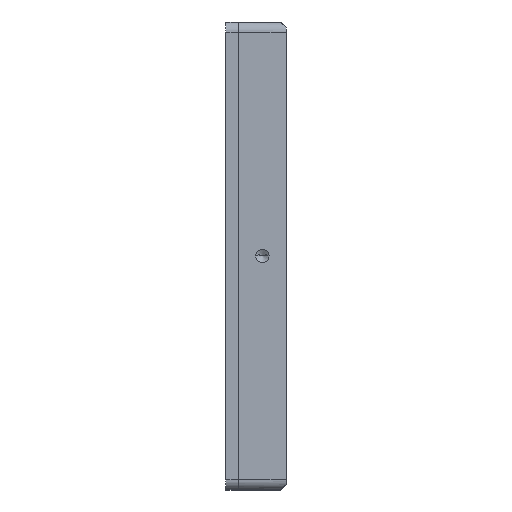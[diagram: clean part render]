
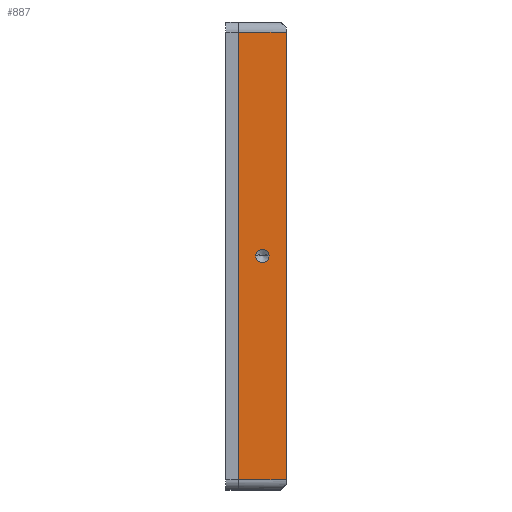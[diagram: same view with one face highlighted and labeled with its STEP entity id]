
A CAD part, left-side view. The second image highlights one B-rep face of the part: STEP entity #887.
In plain terms, the highlighted planar face has unit normal (-1, 0, 0).
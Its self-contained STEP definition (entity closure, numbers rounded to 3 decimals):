
#35 = EDGE_CURVE ( 'NONE', #2631, #3044, #145, .T. ) ;
#76 = DIRECTION ( 'NONE',  ( -1., 0., 0. ) ) ;
#90 = CARTESIAN_POINT ( 'NONE',  ( -148.45, 70.275, 15. ) ) ;
#145 = LINE ( 'NONE', #1627, #1884 ) ;
#186 = CARTESIAN_POINT ( 'NONE',  ( -148.45, -70.275, 15. ) ) ;
#195 = EDGE_CURVE ( 'NONE', #3087, #723, #1303, .T. ) ;
#249 = ORIENTED_EDGE ( 'NONE', *, *, #35, .T. ) ;
#319 = CARTESIAN_POINT ( 'NONE',  ( -148.45, 0., 7.5 ) ) ;
#324 = DIRECTION ( 'NONE',  ( 1., 0., 0. ) ) ;
#538 = ORIENTED_EDGE ( 'NONE', *, *, #1264, .T. ) ;
#540 = LINE ( 'NONE', #90, #908 ) ;
#674 = ORIENTED_EDGE ( 'NONE', *, *, #195, .F. ) ;
#723 = VERTEX_POINT ( 'NONE', #820 ) ;
#820 = CARTESIAN_POINT ( 'NONE',  ( -148.45, 0., 5.4 ) ) ;
#825 = DIRECTION ( 'NONE',  ( 0., 0., -1. ) ) ;
#887 = ADVANCED_FACE ( 'NONE', ( #2736, #1036 ), #1241, .F. ) ;
#896 = ORIENTED_EDGE ( 'NONE', *, *, #1512, .F. ) ;
#908 = VECTOR ( 'NONE', #825, 1000. ) ;
#1036 = FACE_OUTER_BOUND ( 'NONE', #2884, .T. ) ;
#1047 = DIRECTION ( 'NONE',  ( 0., 0., 1. ) ) ;
#1101 = DIRECTION ( 'NONE',  ( 0., 0., 1. ) ) ;
#1114 = CARTESIAN_POINT ( 'NONE',  ( -148.45, 0., 7.5 ) ) ;
#1162 = CIRCLE ( 'NONE', #2412, 2.1 ) ;
#1241 = PLANE ( 'NONE',  #1840 ) ;
#1264 = EDGE_CURVE ( 'NONE', #2571, #2631, #540, .T. ) ;
#1303 = CIRCLE ( 'NONE', #1733, 2.1 ) ;
#1420 = VERTEX_POINT ( 'NONE', #186 ) ;
#1433 = VECTOR ( 'NONE', #3217, 1000. ) ;
#1512 = EDGE_CURVE ( 'NONE', #2571, #1420, #2989, .T. ) ;
#1555 = CARTESIAN_POINT ( 'NONE',  ( -148.45, 70.275, 15. ) ) ;
#1627 = CARTESIAN_POINT ( 'NONE',  ( -148.45, -73.45, 0. ) ) ;
#1663 = ORIENTED_EDGE ( 'NONE', *, *, #2869, .F. ) ;
#1674 = DIRECTION ( 'NONE',  ( -1., 0., 0. ) ) ;
#1733 = AXIS2_PLACEMENT_3D ( 'NONE', #319, #76, #2793 ) ;
#1766 = CARTESIAN_POINT ( 'NONE',  ( -148.45, -73.45, 15. ) ) ;
#1837 = ORIENTED_EDGE ( 'NONE', *, *, #3162, .T. ) ;
#1840 = AXIS2_PLACEMENT_3D ( 'NONE', #1766, #324, #2752 ) ;
#1854 = CARTESIAN_POINT ( 'NONE',  ( -148.45, 70.275, 0. ) ) ;
#1884 = VECTOR ( 'NONE', #2616, 1000. ) ;
#1926 = CARTESIAN_POINT ( 'NONE',  ( -148.45, -73.45, 15. ) ) ;
#1980 = LINE ( 'NONE', #2253, #2110 ) ;
#2110 = VECTOR ( 'NONE', #1047, 1000. ) ;
#2237 = CARTESIAN_POINT ( 'NONE',  ( -148.45, -70.275, 0. ) ) ;
#2253 = CARTESIAN_POINT ( 'NONE',  ( -148.45, -70.275, 15. ) ) ;
#2412 = AXIS2_PLACEMENT_3D ( 'NONE', #1114, #1674, #1101 ) ;
#2450 = CARTESIAN_POINT ( 'NONE',  ( -148.45, 0., 9.6 ) ) ;
#2522 = EDGE_LOOP ( 'NONE', ( #674, #1663 ) ) ;
#2571 = VERTEX_POINT ( 'NONE', #1555 ) ;
#2616 = DIRECTION ( 'NONE',  ( 0., -1., 0. ) ) ;
#2631 = VERTEX_POINT ( 'NONE', #1854 ) ;
#2736 = FACE_BOUND ( 'NONE', #2522, .T. ) ;
#2752 = DIRECTION ( 'NONE',  ( 0., 0., -1. ) ) ;
#2793 = DIRECTION ( 'NONE',  ( 0., 0., 1. ) ) ;
#2869 = EDGE_CURVE ( 'NONE', #723, #3087, #1162, .T. ) ;
#2884 = EDGE_LOOP ( 'NONE', ( #896, #538, #249, #1837 ) ) ;
#2989 = LINE ( 'NONE', #1926, #1433 ) ;
#3044 = VERTEX_POINT ( 'NONE', #2237 ) ;
#3087 = VERTEX_POINT ( 'NONE', #2450 ) ;
#3162 = EDGE_CURVE ( 'NONE', #3044, #1420, #1980, .T. ) ;
#3217 = DIRECTION ( 'NONE',  ( 0., -1., 0. ) ) ;
